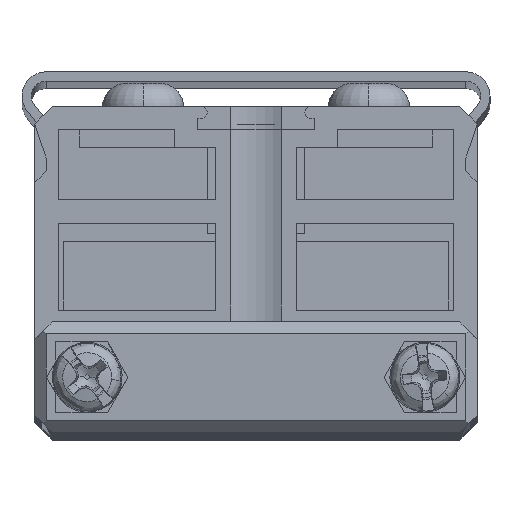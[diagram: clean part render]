
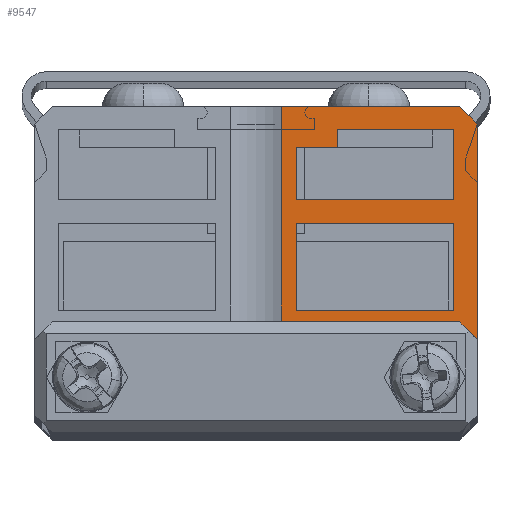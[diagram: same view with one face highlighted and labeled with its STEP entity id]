
A CAD part, top view. The second image highlights one B-rep face of the part: STEP entity #9547.
In plain terms, the highlighted face is planar.
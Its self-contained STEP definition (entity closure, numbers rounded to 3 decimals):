
#282 = CARTESIAN_POINT ( 'NONE',  ( -2.179, 28., 0. ) ) ;
#283 = ORIENTED_EDGE ( 'NONE', *, *, #1213, .T. ) ;
#388 = DIRECTION ( 'NONE',  ( -1., 0., 0. ) ) ;
#423 = ORIENTED_EDGE ( 'NONE', *, *, #5821, .T. ) ;
#682 = VERTEX_POINT ( 'NONE', #1378 ) ;
#705 = EDGE_CURVE ( 'NONE', #5977, #6498, #2325, .T. ) ;
#756 = VECTOR ( 'NONE', #9577, 1000. ) ;
#798 = CARTESIAN_POINT ( 'NONE',  ( -17.5, 9.5, 0. ) ) ;
#902 = VECTOR ( 'NONE', #5037, 1000. ) ;
#968 = LINE ( 'NONE', #4194, #8289 ) ;
#1151 = LINE ( 'NONE', #2032, #9774 ) ;
#1152 = LINE ( 'NONE', #6507, #6910 ) ;
#1204 = VERTEX_POINT ( 'NONE', #798 ) ;
#1213 = EDGE_CURVE ( 'NONE', #7066, #5739, #5408, .T. ) ;
#1282 = ORIENTED_EDGE ( 'NONE', *, *, #9412, .T. ) ;
#1378 = CARTESIAN_POINT ( 'NONE',  ( -17., 20., 0. ) ) ;
#1402 = VECTOR ( 'NONE', #8508, 1000. ) ;
#1415 = LINE ( 'NONE', #6184, #2254 ) ;
#1819 = ORIENTED_EDGE ( 'NONE', *, *, #7117, .T. ) ;
#1905 = CARTESIAN_POINT ( 'NONE',  ( -3.5, 20., 0. ) ) ;
#2032 = CARTESIAN_POINT ( 'NONE',  ( -18.25, 8.75, 0. ) ) ;
#2053 = CARTESIAN_POINT ( 'NONE',  ( -2.179, 8., 0. ) ) ;
#2119 = LINE ( 'NONE', #5324, #1402 ) ;
#2180 = EDGE_CURVE ( 'NONE', #7949, #4685, #1152, .T. ) ;
#2212 = DIRECTION ( 'NONE',  ( 1., 0., 0. ) ) ;
#2254 = VECTOR ( 'NONE', #6131, 1000. ) ;
#2325 = LINE ( 'NONE', #3201, #9880 ) ;
#2365 = CARTESIAN_POINT ( 'NONE',  ( -3.5, 10.5, 0. ) ) ;
#2375 = DIRECTION ( 'NONE',  ( 0., -1., 0. ) ) ;
#2391 = VECTOR ( 'NONE', #2212, 1000. ) ;
#2639 = ORIENTED_EDGE ( 'NONE', *, *, #6486, .T. ) ;
#2679 = CARTESIAN_POINT ( 'NONE',  ( -10.59, 28., 0. ) ) ;
#2690 = VERTEX_POINT ( 'NONE', #2691 ) ;
#2691 = CARTESIAN_POINT ( 'NONE',  ( -3.5, 24.5, 0. ) ) ;
#2813 = CARTESIAN_POINT ( 'NONE',  ( -17., 10.5, 0. ) ) ;
#2830 = DIRECTION ( 'NONE',  ( -1., 0., 0. ) ) ;
#2852 = CARTESIAN_POINT ( 'NONE',  ( -19., 26.5, 0. ) ) ;
#2890 = VECTOR ( 'NONE', #7408, 1000. ) ;
#2938 = FACE_BOUND ( 'NONE', #6063, .T. ) ;
#2982 = EDGE_CURVE ( 'NONE', #7396, #5977, #2119, .T. ) ;
#2989 = CARTESIAN_POINT ( 'NONE',  ( -10.59, 20., 0. ) ) ;
#3111 = VERTEX_POINT ( 'NONE', #4948 ) ;
#3128 = ORIENTED_EDGE ( 'NONE', *, *, #8076, .T. ) ;
#3201 = CARTESIAN_POINT ( 'NONE',  ( -17., 18., 0. ) ) ;
#3254 = EDGE_CURVE ( 'NONE', #9642, #9527, #7556, .T. ) ;
#3397 = DIRECTION ( 'NONE',  ( 0., 1., 0. ) ) ;
#3446 = EDGE_CURVE ( 'NONE', #682, #5274, #8547, .T. ) ;
#3482 = CARTESIAN_POINT ( 'NONE',  ( -7., 24.5, 0. ) ) ;
#3511 = LINE ( 'NONE', #7557, #6972 ) ;
#3885 = VERTEX_POINT ( 'NONE', #4556 ) ;
#3926 = VECTOR ( 'NONE', #5387, 1000. ) ;
#3978 = DIRECTION ( 'NONE',  ( 0., 1., 0. ) ) ;
#4194 = CARTESIAN_POINT ( 'NONE',  ( 0., 9.5, 0. ) ) ;
#4314 = ORIENTED_EDGE ( 'NONE', *, *, #3254, .T. ) ;
#4556 = CARTESIAN_POINT ( 'NONE',  ( -17., 26., 0. ) ) ;
#4656 = ORIENTED_EDGE ( 'NONE', *, *, #6780, .T. ) ;
#4683 = CARTESIAN_POINT ( 'NONE',  ( -2.179, 18., 0. ) ) ;
#4685 = VERTEX_POINT ( 'NONE', #6493 ) ;
#4712 = CARTESIAN_POINT ( 'NONE',  ( -10.59, 10.5, 0. ) ) ;
#4742 = ORIENTED_EDGE ( 'NONE', *, *, #6604, .T. ) ;
#4892 = ORIENTED_EDGE ( 'NONE', *, *, #3446, .T. ) ;
#4948 = CARTESIAN_POINT ( 'NONE',  ( -2.179, 9.5, 0. ) ) ;
#5037 = DIRECTION ( 'NONE',  ( 0., 1., 0. ) ) ;
#5131 = AXIS2_PLACEMENT_3D ( 'NONE', #2053, #6931, #2830 ) ;
#5274 = VERTEX_POINT ( 'NONE', #1905 ) ;
#5279 = LINE ( 'NONE', #2852, #3926 ) ;
#5310 = FACE_BOUND ( 'NONE', #6859, .T. ) ;
#5324 = CARTESIAN_POINT ( 'NONE',  ( -10.59, 18., 0. ) ) ;
#5387 = DIRECTION ( 'NONE',  ( 0.707, 0.707, 0. ) ) ;
#5408 = LINE ( 'NONE', #6450, #8894 ) ;
#5626 = VECTOR ( 'NONE', #7351, 1000. ) ;
#5629 = EDGE_CURVE ( 'NONE', #9527, #3111, #10012, .T. ) ;
#5739 = VERTEX_POINT ( 'NONE', #7147 ) ;
#5821 = EDGE_CURVE ( 'NONE', #5274, #2690, #8140, .T. ) ;
#5977 = VERTEX_POINT ( 'NONE', #6764 ) ;
#5980 = DIRECTION ( 'NONE',  ( -0.707, -0.707, 0. ) ) ;
#6063 = EDGE_LOOP ( 'NONE', ( #283, #4656, #4742, #4892, #423, #1282 ) ) ;
#6131 = DIRECTION ( 'NONE',  ( 0., -1., 0. ) ) ;
#6184 = CARTESIAN_POINT ( 'NONE',  ( -17., 18., 0. ) ) ;
#6281 = CARTESIAN_POINT ( 'NONE',  ( -3.5, 18., 0. ) ) ;
#6407 = VERTEX_POINT ( 'NONE', #2365 ) ;
#6450 = CARTESIAN_POINT ( 'NONE',  ( -7., 18., 0. ) ) ;
#6486 = EDGE_CURVE ( 'NONE', #1204, #7949, #1151, .T. ) ;
#6493 = CARTESIAN_POINT ( 'NONE',  ( -19., 26.5, 0. ) ) ;
#6498 = VERTEX_POINT ( 'NONE', #2813 ) ;
#6507 = CARTESIAN_POINT ( 'NONE',  ( -19., 18., 0. ) ) ;
#6604 = EDGE_CURVE ( 'NONE', #3885, #682, #1415, .T. ) ;
#6710 = ORIENTED_EDGE ( 'NONE', *, *, #7948, .T. ) ;
#6764 = CARTESIAN_POINT ( 'NONE',  ( -17., 18., 0. ) ) ;
#6772 = CARTESIAN_POINT ( 'NONE',  ( -17.5, 28., 0. ) ) ;
#6780 = EDGE_CURVE ( 'NONE', #5739, #3885, #8796, .T. ) ;
#6859 = EDGE_LOOP ( 'NONE', ( #8579, #8181, #3128, #8405 ) ) ;
#6910 = VECTOR ( 'NONE', #3397, 1000. ) ;
#6924 = EDGE_CURVE ( 'NONE', #6498, #6407, #8946, .T. ) ;
#6931 = DIRECTION ( 'NONE',  ( 0., 0., -1. ) ) ;
#6972 = VECTOR ( 'NONE', #388, 1000. ) ;
#6987 = FACE_OUTER_BOUND ( 'NONE', #8720, .T. ) ;
#7066 = VERTEX_POINT ( 'NONE', #3482 ) ;
#7117 = EDGE_CURVE ( 'NONE', #4685, #9642, #5279, .T. ) ;
#7147 = CARTESIAN_POINT ( 'NONE',  ( -7., 26., 0. ) ) ;
#7275 = CARTESIAN_POINT ( 'NONE',  ( -10.59, 26., 0. ) ) ;
#7302 = CARTESIAN_POINT ( 'NONE',  ( -19., 8., 0. ) ) ;
#7351 = DIRECTION ( 'NONE',  ( 0., 1., 0. ) ) ;
#7360 = ORIENTED_EDGE ( 'NONE', *, *, #2180, .T. ) ;
#7396 = VERTEX_POINT ( 'NONE', #6281 ) ;
#7408 = DIRECTION ( 'NONE',  ( 1., 0., 0. ) ) ;
#7503 = DIRECTION ( 'NONE',  ( -1., 0., 0. ) ) ;
#7556 = LINE ( 'NONE', #2679, #2890 ) ;
#7557 = CARTESIAN_POINT ( 'NONE',  ( -10.59, 24.5, 0. ) ) ;
#7907 = DIRECTION ( 'NONE',  ( 1., 0., 0. ) ) ;
#7948 = EDGE_CURVE ( 'NONE', #3111, #1204, #968, .T. ) ;
#7949 = VERTEX_POINT ( 'NONE', #7302 ) ;
#8068 = ORIENTED_EDGE ( 'NONE', *, *, #5629, .T. ) ;
#8076 = EDGE_CURVE ( 'NONE', #6407, #7396, #9849, .T. ) ;
#8140 = LINE ( 'NONE', #9847, #902 ) ;
#8181 = ORIENTED_EDGE ( 'NONE', *, *, #6924, .T. ) ;
#8289 = VECTOR ( 'NONE', #7503, 1000. ) ;
#8405 = ORIENTED_EDGE ( 'NONE', *, *, #2982, .T. ) ;
#8508 = DIRECTION ( 'NONE',  ( -1., 0., 0. ) ) ;
#8547 = LINE ( 'NONE', #2989, #2391 ) ;
#8579 = ORIENTED_EDGE ( 'NONE', *, *, #705, .T. ) ;
#8720 = EDGE_LOOP ( 'NONE', ( #7360, #1819, #4314, #8068, #6710, #2639 ) ) ;
#8796 = LINE ( 'NONE', #7275, #756 ) ;
#8894 = VECTOR ( 'NONE', #3978, 1000. ) ;
#8944 = VECTOR ( 'NONE', #7907, 1000. ) ;
#8946 = LINE ( 'NONE', #4712, #8944 ) ;
#9101 = VECTOR ( 'NONE', #9501, 1000. ) ;
#9412 = EDGE_CURVE ( 'NONE', #2690, #7066, #3511, .T. ) ;
#9501 = DIRECTION ( 'NONE',  ( 0., -1., 0. ) ) ;
#9527 = VERTEX_POINT ( 'NONE', #282 ) ;
#9547 = ADVANCED_FACE ( 'NONE', ( #2938, #5310, #6987 ), #10169, .T. ) ;
#9577 = DIRECTION ( 'NONE',  ( -1., 0., 0. ) ) ;
#9642 = VERTEX_POINT ( 'NONE', #6772 ) ;
#9700 = CARTESIAN_POINT ( 'NONE',  ( -3.5, 18., 0. ) ) ;
#9774 = VECTOR ( 'NONE', #5980, 1000. ) ;
#9847 = CARTESIAN_POINT ( 'NONE',  ( -3.5, 18., 0. ) ) ;
#9849 = LINE ( 'NONE', #9700, #5626 ) ;
#9880 = VECTOR ( 'NONE', #2375, 1000. ) ;
#10012 = LINE ( 'NONE', #4683, #9101 ) ;
#10169 = PLANE ( 'NONE',  #5131 ) ;
